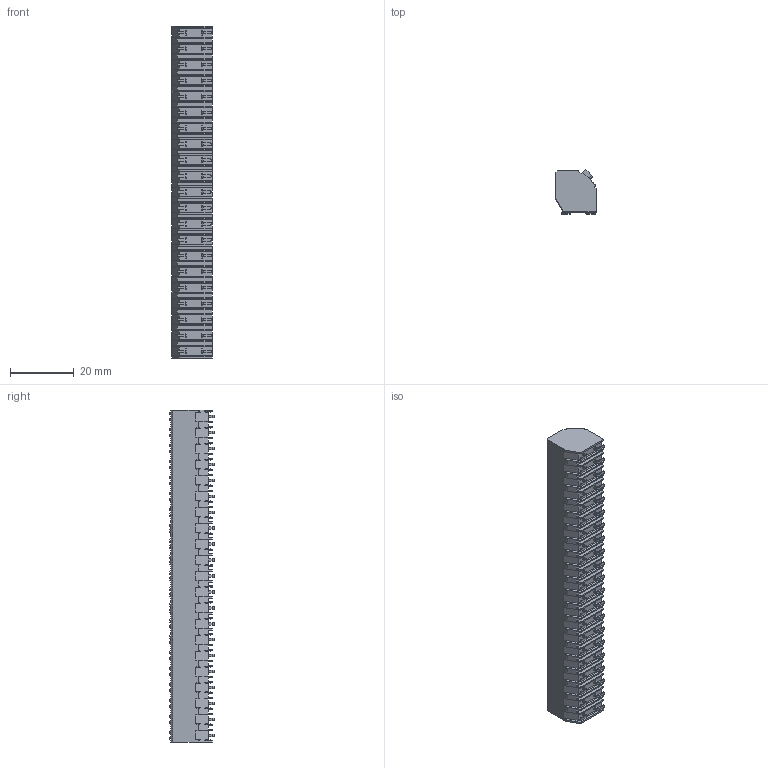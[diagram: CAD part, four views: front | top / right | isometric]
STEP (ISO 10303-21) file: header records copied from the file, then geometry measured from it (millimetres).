
FILE_DESCRIPTION((''),'2;1');
FILE_NAME('TLM-004AS-5_00-XXP-X','2024-09-12T',('sj'),(''),'PRO/ENGINEER BY PARAMETRIC TECHNOLOGY CORPORATION, 2015240','PRO/ENGINEER BY PARAMETRIC TECHNOLOGY CORPORATION, 2015240','');
FILE_SCHEMA(('CONFIG_CONTROL_DESIGN','SHAPE_APPEARANCE_LAYERS_GROUPS'));
Products named in the file (1): TLM-004AS-5_00-XXP-X
Bounding box: 12.7 x 13.82 x 104.2 mm (x, y, z)
Volume: 13638 mm3; surface area: 8598.8 mm2
Topology: 1 solids, 1 shells, 1914 faces, 5465 edges, 3616 vertices
Faces by surface type: plane 1555, cylinder 359
Entity records: 61952 total; most frequent: CARTESIAN_POINT 11750, ORIENTED_EDGE 10930, DIRECTION 9759, EDGE_CURVE 5465, VECTOR 4495, LINE 4495, VERTEX_POINT 3616, AXIS2_PLACEMENT_3D 2632
